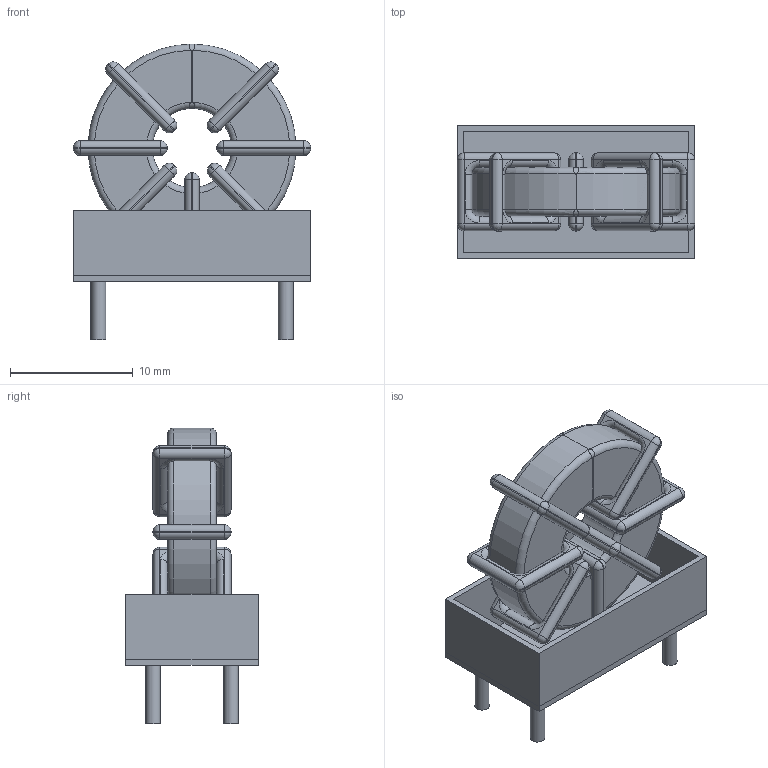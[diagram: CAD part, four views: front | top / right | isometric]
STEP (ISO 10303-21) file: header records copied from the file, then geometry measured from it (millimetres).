
FILE_DESCRIPTION(('FreeCAD Model'),'2;1');
FILE_NAME('L_CommonMode_Toroid_Vertical_L19.3mm_W10.8mm_Px6.35mm_Py15.24mm_Bourns_8100.step','2018-01-10T11:43:49',('kicad StepUp'),('ksu MCAD'), 'Open CASCADE STEP processor 6.8','FreeCAD','Unknown');
FILE_SCHEMA(('AUTOMOTIVE_DESIGN_CC2 { 1 2 10303 214 -1 1 5 4 }'));
Products named in the file (1): L_CommonMode_Toroid_Vertical_L19.3mm_W10.8mm_Px6.35mm_Py15.24mm_Bourns_8100
Bounding box: 19.3 x 10.79 x 24.05 mm (x, y, z)
Volume: 1221.7 mm3; surface area: 2358 mm2
Topology: 2 solids, 2 shells, 428 faces, 1067 edges, 597 vertices
Faces by surface type: cylinder 191, plane 98, torus 83, sphere 56
Full cylindrical faces by diameter (mm): 1.2 x4
Entity records: 41167 total; most frequent: CARTESIAN_POINT 33923, ORIENTED_EDGE 1523, EDGE_CURVE 1011, AXIS2_PLACEMENT_3D 679, VERTEX_POINT 597, FACE_BOUND 448, EDGE_LOOP 448, ADVANCED_FACE 428
